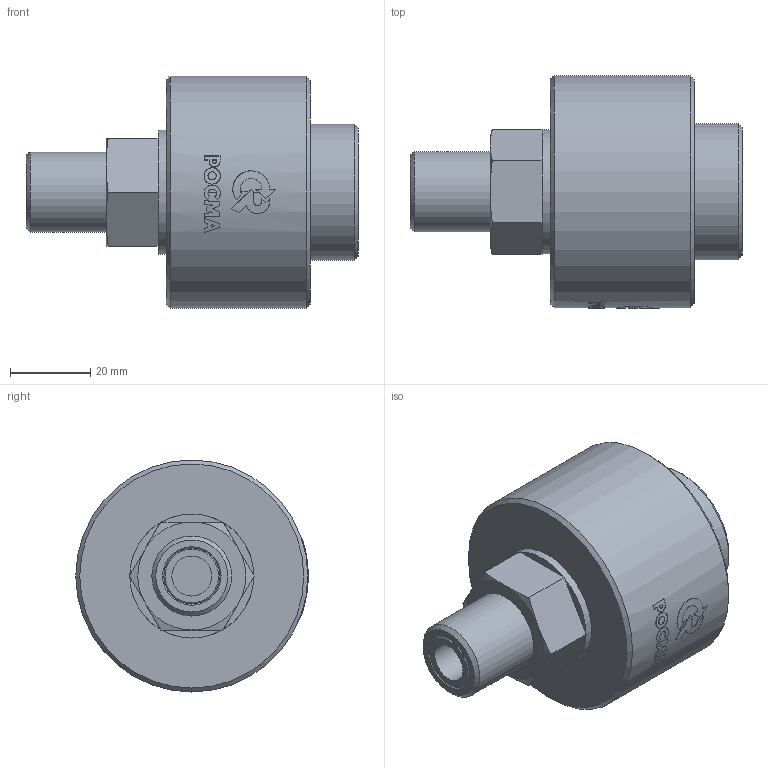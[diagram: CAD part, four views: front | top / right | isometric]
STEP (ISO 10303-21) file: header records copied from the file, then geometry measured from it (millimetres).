
FILE_DESCRIPTION(/* description */ ('РМ-В10m'),/* implementation_level */ '2;1');
FILE_NAME(/* name */ 'РМ-В10m.stp',/* time_stamp */ '2023-10-09T11:06:02+03:00',/* author */ ('Tech'),/* organization */ (''),/* preprocessor_version */ 'ST-DEVELOPER v18.1',/* originating_system */ 'Autodesk Inventor 2021',/* authorisation */ '');
FILE_SCHEMA (('AUTOMOTIVE_DESIGN { 1 0 10303 214 3 1 1 }'));
Length unit declared in the file: millimetre
Products named in the file (1): РМ-В10m
Bounding box: 83 x 58.1 x 58 mm (x, y, z)
Volume: 112820.7 mm3; surface area: 18265.3 mm2
Topology: 1 solids, 1 shells, 117 faces, 295 edges, 194 vertices
Faces by surface type: plane 50, bspline 35, cylinder 19, cone 13
Full cylindrical faces by diameter (mm): 7 x1, 10 x1, 18.5 x1, 20 x1, 31 x1, 34 x1, 58 x1
Entity records: 4346 total; most frequent: CARTESIAN_POINT 1696, ORIENTED_EDGE 590, DIRECTION 461, EDGE_CURVE 295, VERTEX_POINT 194, AXIS2_PLACEMENT_3D 175, EDGE_LOOP 131, FACE_OUTER_BOUND 117
